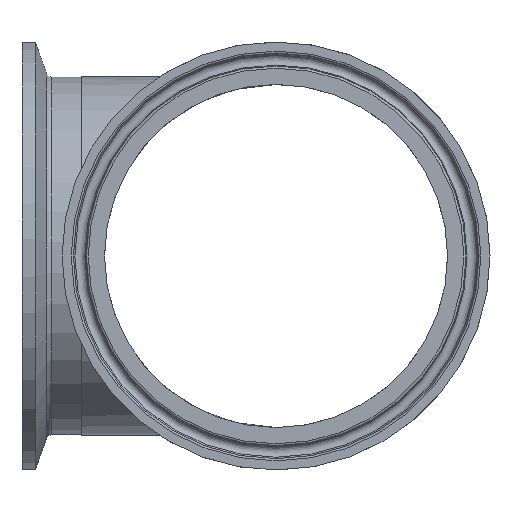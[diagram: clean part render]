
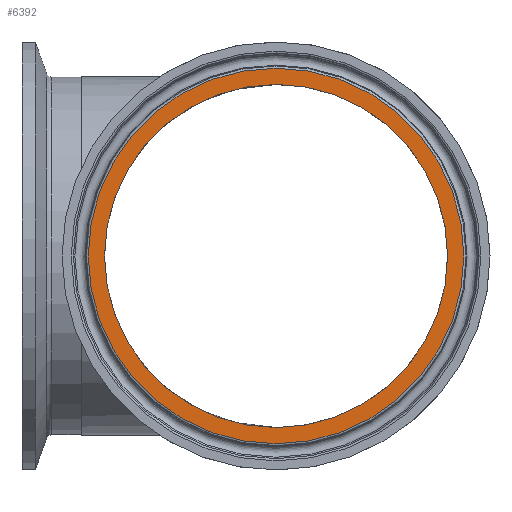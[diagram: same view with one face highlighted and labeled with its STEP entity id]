
A CAD part, left-side view. The second image highlights one B-rep face of the part: STEP entity #6392.
In plain terms, the highlighted planar face has unit normal (-1, 0, 0).
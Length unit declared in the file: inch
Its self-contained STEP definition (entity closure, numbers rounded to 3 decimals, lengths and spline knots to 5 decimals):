
#134=FACE_BOUND('',#1222,.T.);
#135=FACE_BOUND('',#1223,.T.);
#290=PLANE('',#6764);
#1222=EDGE_LOOP('',(#5879));
#1223=EDGE_LOOP('',(#5880));
#1396=CIRCLE('',#6754,1.435);
#1400=CIRCLE('',#6761,1.57066);
#3159=VERTEX_POINT('',#13934);
#3163=VERTEX_POINT('',#13945);
#4072=EDGE_CURVE('',#3159,#3159,#1396,.T.);
#4076=EDGE_CURVE('',#3163,#3163,#1400,.T.);
#5879=ORIENTED_EDGE('',*,*,#4072,.T.);
#5880=ORIENTED_EDGE('',*,*,#4076,.F.);
#6392=ADVANCED_FACE('',(#134,#135),#290,.T.);
#6754=AXIS2_PLACEMENT_3D('',#13935,#7887,#7888);
#6761=AXIS2_PLACEMENT_3D('',#13946,#7901,#7902);
#6764=AXIS2_PLACEMENT_3D('',#13950,#7907,#7908);
#7887=DIRECTION('center_axis',(1.,0.,0.));
#7888=DIRECTION('ref_axis',(0.,0.,-1.));
#7901=DIRECTION('center_axis',(1.,0.,0.));
#7902=DIRECTION('ref_axis',(0.,-1.,0.));
#7907=DIRECTION('center_axis',(-1.,0.,0.));
#7908=DIRECTION('ref_axis',(0.,0.,1.));
#13934=CARTESIAN_POINT('',(0.,1.435,0.));
#13935=CARTESIAN_POINT('Origin',(0.,0.,0.));
#13945=CARTESIAN_POINT('',(0.,1.57066,0.));
#13946=CARTESIAN_POINT('Origin',(0.,0.,0.));
#13950=CARTESIAN_POINT('Origin',(0.,1.58466,0.));
